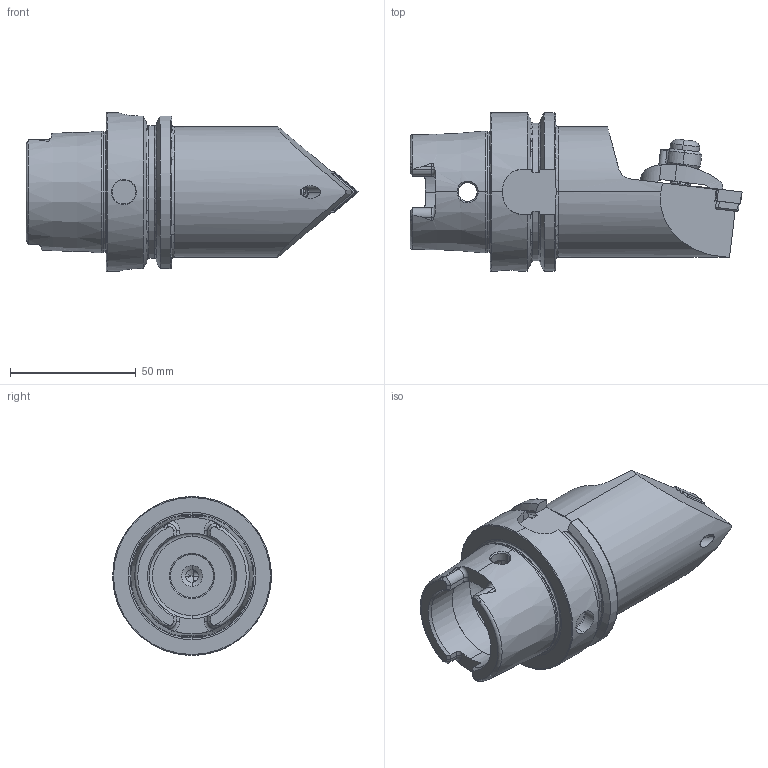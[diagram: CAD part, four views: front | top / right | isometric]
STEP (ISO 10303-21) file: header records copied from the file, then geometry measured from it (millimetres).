
FILE_DESCRIPTION (( 'STEP AP214' ), '1' );
FILE_NAME ('HA6.KCD.NMA.100.STEP', '2023-09-18T08:55:25', ( '' ), ( '' ), 'SwSTEP 2.0', 'SolidWorks 2017', '' );
FILE_SCHEMA (( 'AUTOMOTIVE_DESIGN' ));
Length unit declared in the file: millimetre
Products named in the file (11): WCC-ER2.001.010_A; WCC-ER4.103.032_A; KVT_MB_600_050; HA6.KCD.NMA.100; ISO 13337 - 3 x 12_PreviewCfg; HA6-KCD.NMA.100_C; WCD-ER2.101.003_A; CNMG120404; WCC-ER5.102.005_A; WCC-ER5.102.012_B; WCC-ER3.102.024_C
Assembly tree (10 placements, depth 2):
  HA6.KCD.NMA.100
    HA6-KCD.NMA.100_C
    CNMG120404
    WCD-ER2.101.003_A
    WCC-ER2.001.010_A
    WCC-ER3.102.024_C
    WCC-ER5.102.012_B
    WCC-ER5.102.005_A
    WCC-ER4.103.032_A
    KVT_MB_600_050
    ISO 13337 - 3 x 12_PreviewCfg
Bounding box: 131.9 x 63 x 63 mm (x, y, z)
Volume: 176978.9 mm3; surface area: 37135.3 mm2
Topology: 11 solids, 11 shells, 466 faces, 1161 edges, 703 vertices
Faces by surface type: cylinder 152, plane 125, cone 111, torus 60, bspline 16, sphere 2
Entity records: 17540 total; most frequent: CARTESIAN_POINT 5052, ORIENTED_EDGE 2280, DIRECTION 2263, EDGE_CURVE 1140, AXIS2_PLACEMENT_3D 907, VERTEX_POINT 700, EDGE_LOOP 494, ADVANCED_FACE 466
